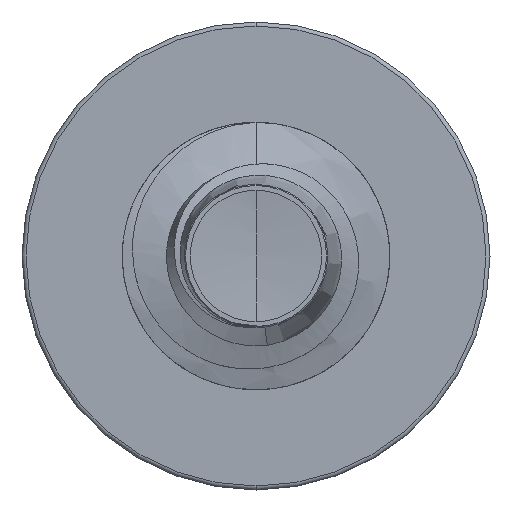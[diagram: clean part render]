
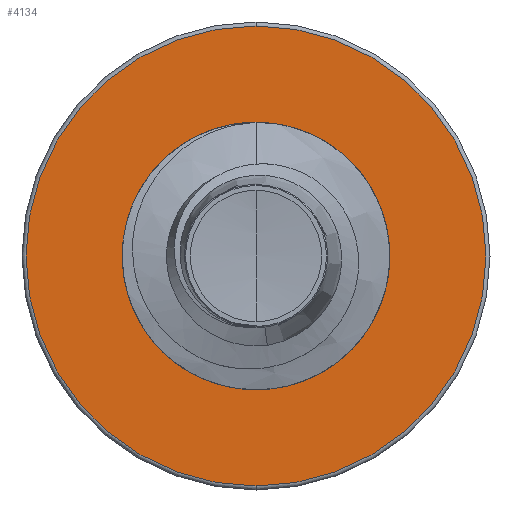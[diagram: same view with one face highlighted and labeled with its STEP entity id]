
A CAD part, front view. The second image highlights one B-rep face of the part: STEP entity #4134.
In plain terms, the highlighted planar face has unit normal (0, -1, 0).
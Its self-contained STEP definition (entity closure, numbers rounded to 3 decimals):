
#646 = ORIENTED_EDGE ( 'NONE', *, *, #6244, .F. ) ;
#977 = CARTESIAN_POINT ( 'NONE',  ( 0., 20., -5.16 ) ) ;
#3017 = ORIENTED_EDGE ( 'NONE', *, *, #9165, .F. ) ;
#3300 = VERTEX_POINT ( 'NONE', #10584 ) ;
#4134 = ADVANCED_FACE ( 'NONE', ( #9249, #8690 ), #6031, .F. ) ;
#5346 = DIRECTION ( 'NONE',  ( 0., 0., 1. ) ) ;
#5375 = DIRECTION ( 'NONE',  ( 0., 1., 0. ) ) ;
#5400 = CARTESIAN_POINT ( 'NONE',  ( 0., 20., 0. ) ) ;
#5801 = EDGE_LOOP ( 'NONE', ( #646, #3017 ) ) ;
#5973 = DIRECTION ( 'NONE',  ( 0., 0., 1. ) ) ;
#6000 = DIRECTION ( 'NONE',  ( 0., 1., 0. ) ) ;
#6031 = PLANE ( 'NONE',  #18246 ) ;
#6215 = CIRCLE ( 'NONE', #19688, 5.16 ) ;
#6244 = EDGE_CURVE ( 'NONE', #11226, #20084, #6215, .T. ) ;
#6434 = AXIS2_PLACEMENT_3D ( 'NONE', #18884, #18871, #18856 ) ;
#6509 = VERTEX_POINT ( 'NONE', #19561 ) ;
#6516 = AXIS2_PLACEMENT_3D ( 'NONE', #16157, #6729, #17534 ) ;
#6544 = CARTESIAN_POINT ( 'NONE',  ( 0., 20., -2.842 ) ) ;
#6547 = EDGE_CURVE ( 'NONE', #3300, #6509, #13422, .T. ) ;
#6729 = DIRECTION ( 'NONE',  ( 0., 1., 0. ) ) ;
#8690 = FACE_BOUND ( 'NONE', #16142, .T. ) ;
#9165 = EDGE_CURVE ( 'NONE', #20084, #11226, #19989, .T. ) ;
#9249 = FACE_OUTER_BOUND ( 'NONE', #5801, .T. ) ;
#10584 = CARTESIAN_POINT ( 'NONE',  ( 0., 20., -2.842 ) ) ;
#11226 = VERTEX_POINT ( 'NONE', #15350 ) ;
#11530 = AXIS2_PLACEMENT_3D ( 'NONE', #5400, #5375, #5346 ) ;
#12178 = CIRCLE ( 'NONE', #6516, 2.842 ) ;
#13422 = CIRCLE ( 'NONE', #6434, 2.842 ) ;
#15350 = CARTESIAN_POINT ( 'NONE',  ( 0., 20., 5.16 ) ) ;
#16089 = ORIENTED_EDGE ( 'NONE', *, *, #17976, .T. ) ;
#16142 = EDGE_LOOP ( 'NONE', ( #16089, #17464 ) ) ;
#16157 = CARTESIAN_POINT ( 'NONE',  ( 0., 20., 0. ) ) ;
#17464 = ORIENTED_EDGE ( 'NONE', *, *, #6547, .T. ) ;
#17534 = DIRECTION ( 'NONE',  ( 0., 0., 1. ) ) ;
#17976 = EDGE_CURVE ( 'NONE', #6509, #3300, #12178, .T. ) ;
#18246 = AXIS2_PLACEMENT_3D ( 'NONE', #6544, #6000, #5973 ) ;
#18856 = DIRECTION ( 'NONE',  ( 0., 0., 1. ) ) ;
#18871 = DIRECTION ( 'NONE',  ( 0., 1., 0. ) ) ;
#18884 = CARTESIAN_POINT ( 'NONE',  ( 0., 20., 0. ) ) ;
#19561 = CARTESIAN_POINT ( 'NONE',  ( 0., 20., 2.842 ) ) ;
#19603 = DIRECTION ( 'NONE',  ( 0., 0., 1. ) ) ;
#19620 = DIRECTION ( 'NONE',  ( 0., 1., 0. ) ) ;
#19636 = CARTESIAN_POINT ( 'NONE',  ( 0., 20., 0. ) ) ;
#19688 = AXIS2_PLACEMENT_3D ( 'NONE', #19636, #19620, #19603 ) ;
#19989 = CIRCLE ( 'NONE', #11530, 5.16 ) ;
#20084 = VERTEX_POINT ( 'NONE', #977 ) ;
